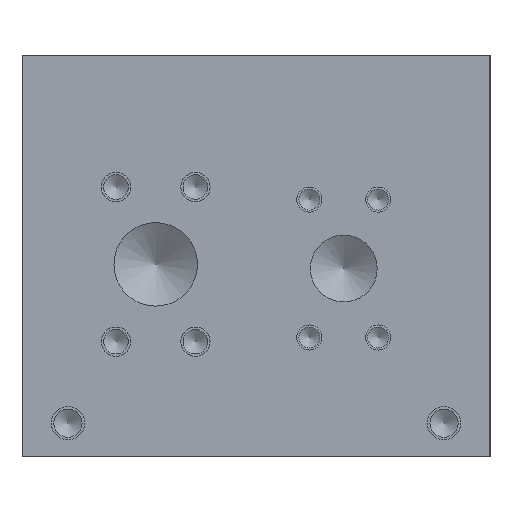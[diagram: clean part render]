
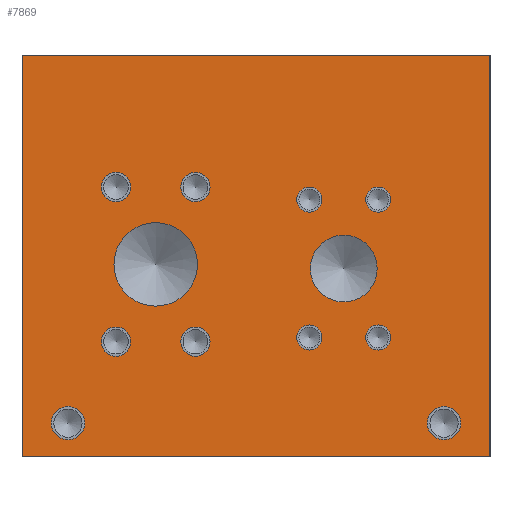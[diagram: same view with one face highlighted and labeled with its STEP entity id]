
A CAD part, left-side view. The second image highlights one B-rep face of the part: STEP entity #7869.
In plain terms, the highlighted planar face has unit normal (-1, 0, 0).
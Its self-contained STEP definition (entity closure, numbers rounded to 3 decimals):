
#974=CARTESIAN_POINT('',(0.0,160.325,19.05));
#975=VERTEX_POINT('',#974);
#976=CARTESIAN_POINT('',(0.0,160.325,12.7));
#977=DIRECTION('',(1.0,0.0,0.0));
#978=DIRECTION('',(0.0,0.0,1.0));
#979=AXIS2_PLACEMENT_3D('',#976,#977,#978);
#980=CIRCLE('',#979,6.35);
#981=EDGE_CURVE('',#975,#975,#980,.T.);
#1051=CARTESIAN_POINT('',(0.0,17.475,19.05));
#1052=VERTEX_POINT('',#1051);
#1053=CARTESIAN_POINT('',(0.0,17.475,12.7));
#1054=DIRECTION('',(1.0,0.0,0.0));
#1055=DIRECTION('',(0.0,0.0,1.0));
#1056=AXIS2_PLACEMENT_3D('',#1053,#1054,#1055);
#1057=CIRCLE('',#1056,6.35);
#1058=EDGE_CURVE('',#1052,#1052,#1057,.T.);
#1128=CARTESIAN_POINT('',(0.0,42.494,102.375));
#1129=VERTEX_POINT('',#1128);
#1130=CARTESIAN_POINT('',(0.0,42.494,97.612));
#1131=DIRECTION('',(1.0,0.0,0.0));
#1132=DIRECTION('',(0.0,0.0,1.0));
#1133=AXIS2_PLACEMENT_3D('',#1130,#1131,#1132);
#1134=CIRCLE('',#1133,4.763);
#1135=EDGE_CURVE('',#1129,#1129,#1134,.T.);
#1205=CARTESIAN_POINT('',(0.0,68.656,102.38));
#1206=VERTEX_POINT('',#1205);
#1207=CARTESIAN_POINT('',(0.0,68.656,97.617));
#1208=DIRECTION('',(1.0,0.0,0.0));
#1209=DIRECTION('',(0.0,0.0,1.0));
#1210=AXIS2_PLACEMENT_3D('',#1207,#1208,#1209);
#1211=CIRCLE('',#1210,4.763);
#1212=EDGE_CURVE('',#1206,#1206,#1211,.T.);
#1282=CARTESIAN_POINT('',(0.0,68.656,50.));
#1283=VERTEX_POINT('',#1282);
#1284=CARTESIAN_POINT('',(0.0,68.656,45.237));
#1285=DIRECTION('',(1.0,0.0,0.0));
#1286=DIRECTION('',(0.0,0.0,1.0));
#1287=AXIS2_PLACEMENT_3D('',#1284,#1285,#1286);
#1288=CIRCLE('',#1287,4.763);
#1289=EDGE_CURVE('',#1283,#1283,#1288,.T.);
#1359=CARTESIAN_POINT('',(0.0,42.494,49.995));
#1360=VERTEX_POINT('',#1359);
#1361=CARTESIAN_POINT('',(0.0,42.494,45.232));
#1362=DIRECTION('',(1.0,0.0,0.0));
#1363=DIRECTION('',(0.0,0.0,1.0));
#1364=AXIS2_PLACEMENT_3D('',#1361,#1362,#1363);
#1365=CIRCLE('',#1364,4.763);
#1366=EDGE_CURVE('',#1360,#1360,#1365,.T.);
#1396=CARTESIAN_POINT('',(0.0,55.575,84.125));
#1397=VERTEX_POINT('',#1396);
#1398=CARTESIAN_POINT('',(0.0,55.575,71.425));
#1399=DIRECTION('',(1.0,0.0,0.0));
#1400=DIRECTION('',(0.0,0.0,1.0));
#1401=AXIS2_PLACEMENT_3D('',#1398,#1399,#1400);
#1402=CIRCLE('',#1401,12.7);
#1403=EDGE_CURVE('',#1397,#1397,#1402,.T.);
#1473=CARTESIAN_POINT('',(0.0,111.917,107.944));
#1474=VERTEX_POINT('',#1473);
#1475=CARTESIAN_POINT('',(0.0,111.917,102.387));
#1476=DIRECTION('',(1.0,0.0,0.0));
#1477=DIRECTION('',(0.0,0.0,1.0));
#1478=AXIS2_PLACEMENT_3D('',#1475,#1476,#1477);
#1479=CIRCLE('',#1478,5.556);
#1480=EDGE_CURVE('',#1474,#1474,#1479,.T.);
#1550=CARTESIAN_POINT('',(0.0,142.088,107.949));
#1551=VERTEX_POINT('',#1550);
#1552=CARTESIAN_POINT('',(0.0,142.088,102.392));
#1553=DIRECTION('',(1.0,0.0,0.0));
#1554=DIRECTION('',(0.0,0.0,1.0));
#1555=AXIS2_PLACEMENT_3D('',#1552,#1553,#1554);
#1556=CIRCLE('',#1555,5.556);
#1557=EDGE_CURVE('',#1551,#1551,#1556,.T.);
#1627=CARTESIAN_POINT('',(0.0,142.088,49.219));
#1628=VERTEX_POINT('',#1627);
#1629=CARTESIAN_POINT('',(0.0,142.088,43.663));
#1630=DIRECTION('',(1.0,0.0,0.0));
#1631=DIRECTION('',(0.0,0.0,1.0));
#1632=AXIS2_PLACEMENT_3D('',#1629,#1630,#1631);
#1633=CIRCLE('',#1632,5.556);
#1634=EDGE_CURVE('',#1628,#1628,#1633,.T.);
#1704=CARTESIAN_POINT('',(0.0,111.917,49.214));
#1705=VERTEX_POINT('',#1704);
#1706=CARTESIAN_POINT('',(0.0,111.917,43.658));
#1707=DIRECTION('',(1.0,0.0,0.0));
#1708=DIRECTION('',(0.0,0.0,1.0));
#1709=AXIS2_PLACEMENT_3D('',#1706,#1707,#1708);
#1710=CIRCLE('',#1709,5.556);
#1711=EDGE_CURVE('',#1705,#1705,#1710,.T.);
#1741=CARTESIAN_POINT('',(0.0,127.,88.9));
#1742=VERTEX_POINT('',#1741);
#1743=CARTESIAN_POINT('',(0.0,127.,73.025));
#1744=DIRECTION('',(1.0,0.0,0.0));
#1745=DIRECTION('',(0.0,0.0,1.0));
#1746=AXIS2_PLACEMENT_3D('',#1743,#1744,#1745);
#1747=CIRCLE('',#1746,15.875);
#1748=EDGE_CURVE('',#1742,#1742,#1747,.T.);
#7794=CARTESIAN_POINT('',(0.0,0.0,0.0));
#7795=DIRECTION('',(-1.0,0.0,0.0));
#7796=DIRECTION('',(0.0,0.0,1.0));
#7797=AXIS2_PLACEMENT_3D('',#7794,#7795,#7796);
#7798=PLANE('',#7797);
#7799=CARTESIAN_POINT('',(0.0,0.0,152.4));
#7800=VERTEX_POINT('',#7799);
#7801=CARTESIAN_POINT('',(0.0,177.8,152.4));
#7802=VERTEX_POINT('',#7801);
#7803=CARTESIAN_POINT('',(0.0,0.0,152.4));
#7804=DIRECTION('',(0.0,1.0,0.0));
#7805=VECTOR('',#7804,177.8);
#7806=LINE('',#7803,#7805);
#7807=EDGE_CURVE('',#7800,#7802,#7806,.T.);
#7808=ORIENTED_EDGE('',*,*,#7807,.T.);
#7809=CARTESIAN_POINT('',(0.0,177.8,0.0));
#7810=VERTEX_POINT('',#7809);
#7811=CARTESIAN_POINT('',(0.0,177.8,0.0));
#7812=DIRECTION('',(0.0,0.0,1.0));
#7813=VECTOR('',#7812,152.4);
#7814=LINE('',#7811,#7813);
#7815=EDGE_CURVE('',#7810,#7802,#7814,.T.);
#7816=ORIENTED_EDGE('',*,*,#7815,.F.);
#7817=CARTESIAN_POINT('',(0.0,0.0,0.0));
#7818=VERTEX_POINT('',#7817);
#7819=CARTESIAN_POINT('',(0.0,177.8,0.0));
#7820=DIRECTION('',(0.0,-1.0,0.0));
#7821=VECTOR('',#7820,177.8);
#7822=LINE('',#7819,#7821);
#7823=EDGE_CURVE('',#7810,#7818,#7822,.T.);
#7824=ORIENTED_EDGE('',*,*,#7823,.T.);
#7825=CARTESIAN_POINT('',(0.0,0.0,0.0));
#7826=DIRECTION('',(0.0,0.0,1.0));
#7827=VECTOR('',#7826,152.4);
#7828=LINE('',#7825,#7827);
#7829=EDGE_CURVE('',#7818,#7800,#7828,.T.);
#7830=ORIENTED_EDGE('',*,*,#7829,.T.);
#7831=EDGE_LOOP('',(#7808,#7816,#7824,#7830));
#7832=FACE_OUTER_BOUND('',#7831,.T.);
#7833=ORIENTED_EDGE('',*,*,#981,.T.);
#7834=EDGE_LOOP('',(#7833));
#7835=FACE_BOUND('',#7834,.T.);
#7836=ORIENTED_EDGE('',*,*,#1058,.T.);
#7837=EDGE_LOOP('',(#7836));
#7838=FACE_BOUND('',#7837,.T.);
#7839=ORIENTED_EDGE('',*,*,#1135,.T.);
#7840=EDGE_LOOP('',(#7839));
#7841=FACE_BOUND('',#7840,.T.);
#7842=ORIENTED_EDGE('',*,*,#1212,.T.);
#7843=EDGE_LOOP('',(#7842));
#7844=FACE_BOUND('',#7843,.T.);
#7845=ORIENTED_EDGE('',*,*,#1289,.T.);
#7846=EDGE_LOOP('',(#7845));
#7847=FACE_BOUND('',#7846,.T.);
#7848=ORIENTED_EDGE('',*,*,#1366,.T.);
#7849=EDGE_LOOP('',(#7848));
#7850=FACE_BOUND('',#7849,.T.);
#7851=ORIENTED_EDGE('',*,*,#1403,.T.);
#7852=EDGE_LOOP('',(#7851));
#7853=FACE_BOUND('',#7852,.T.);
#7854=ORIENTED_EDGE('',*,*,#1480,.T.);
#7855=EDGE_LOOP('',(#7854));
#7856=FACE_BOUND('',#7855,.T.);
#7857=ORIENTED_EDGE('',*,*,#1557,.T.);
#7858=EDGE_LOOP('',(#7857));
#7859=FACE_BOUND('',#7858,.T.);
#7860=ORIENTED_EDGE('',*,*,#1634,.T.);
#7861=EDGE_LOOP('',(#7860));
#7862=FACE_BOUND('',#7861,.T.);
#7863=ORIENTED_EDGE('',*,*,#1711,.T.);
#7864=EDGE_LOOP('',(#7863));
#7865=FACE_BOUND('',#7864,.T.);
#7866=ORIENTED_EDGE('',*,*,#1748,.T.);
#7867=EDGE_LOOP('',(#7866));
#7868=FACE_BOUND('',#7867,.T.);
#7869=ADVANCED_FACE('',(#7832,#7835,#7838,#7841,#7844,#7847,#7850,#7853,#7856,#7859,#7862,#7865,#7868),#7798,.T.);
